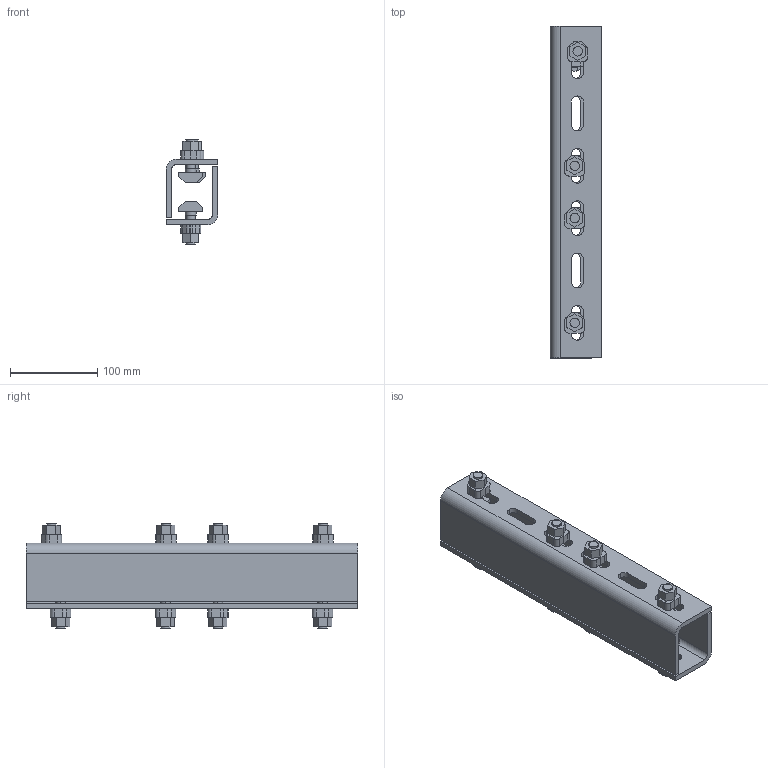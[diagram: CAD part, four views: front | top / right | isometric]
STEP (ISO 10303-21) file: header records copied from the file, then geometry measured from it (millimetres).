
FILE_DESCRIPTION (( 'STEP AP214' ), '1' );
FILE_NAME ('R954-150 XL80.STEP', '2024-06-18T10:43:08', ( '' ), ( '' ), 'SwSTEP 2.0', 'SolidWorks 2024', '' );
FILE_SCHEMA (( 'AUTOMOTIVE_DESIGN' ));
Length unit declared in the file: millimetre
Products named in the file (3): R954-150 Frame; R951-510; R954-150 XL80
Assembly tree (10 placements, depth 2):
  R954-150 XL80
    R954-150 Frame  x2
    R951-510  x8
Bounding box: 59 x 380.17 x 120.79 mm (x, y, z)
Volume: 594823.7 mm3; surface area: 223839.7 mm2
Topology: 10 solids, 10 shells, 608 faces, 1540 edges, 992 vertices
Faces by surface type: plane 424, cylinder 184
Entity records: 3440 total; most frequent: DIRECTION 594, CARTESIAN_POINT 590, ORIENTED_EDGE 556, EDGE_CURVE 278, AXIS2_PLACEMENT_3D 201, LINE 192, VECTOR 192, VERTEX_POINT 181
